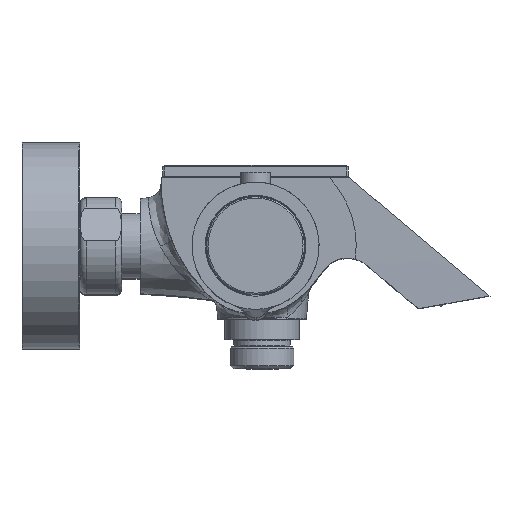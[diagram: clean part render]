
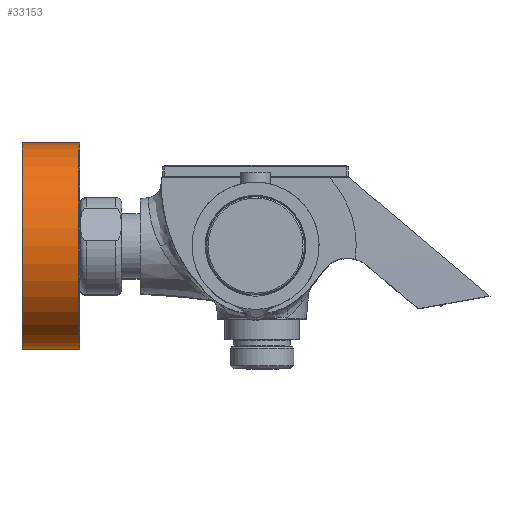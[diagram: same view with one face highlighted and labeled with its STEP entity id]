
A CAD part, top view. The second image highlights one B-rep face of the part: STEP entity #33153.
In plain terms, the highlighted cylindrical face has radius 33.25 mm (diameter 66.5 mm), a full revolution.
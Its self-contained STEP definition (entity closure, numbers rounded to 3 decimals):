
#1042 = AXIS2_PLACEMENT_3D ( 'NONE', #71174, #20690, #21391 ) ;
#7179 = EDGE_CURVE ( 'NONE', #21465, #21465, #64646, .T. ) ;
#7610 = DIRECTION ( 'NONE',  ( -1., 0., 0. ) ) ;
#12613 = EDGE_LOOP ( 'NONE', ( #29434 ) ) ;
#17288 = EDGE_CURVE ( 'NONE', #51410, #51410, #20559, .T. ) ;
#17942 = FACE_OUTER_BOUND ( 'NONE', #12613, .T. ) ;
#20559 = CIRCLE ( 'NONE', #34756, 33.25 ) ;
#20690 = DIRECTION ( 'NONE',  ( -1., 0., 0. ) ) ;
#21391 = DIRECTION ( 'NONE',  ( 0., 0., 1. ) ) ;
#21465 = VERTEX_POINT ( 'NONE', #55829 ) ;
#23450 = CYLINDRICAL_SURFACE ( 'NONE', #33599, 33.25 ) ;
#29434 = ORIENTED_EDGE ( 'NONE', *, *, #17288, .T. ) ;
#30107 = DIRECTION ( 'NONE',  ( 0., 0., 1. ) ) ;
#32873 = CARTESIAN_POINT ( 'NONE',  ( -75.363, 0., 74.5 ) ) ;
#33153 = ADVANCED_FACE ( 'NONE', ( #17942, #52302 ), #23450, .T. ) ;
#33599 = AXIS2_PLACEMENT_3D ( 'NONE', #63666, #7610, #30107 ) ;
#34756 = AXIS2_PLACEMENT_3D ( 'NONE', #32873, #43602, #64970 ) ;
#41037 = CARTESIAN_POINT ( 'NONE',  ( -75.363, 0., 107.75 ) ) ;
#43602 = DIRECTION ( 'NONE',  ( 1., 0., 0. ) ) ;
#51410 = VERTEX_POINT ( 'NONE', #41037 ) ;
#52302 = FACE_OUTER_BOUND ( 'NONE', #60220, .T. ) ;
#55829 = CARTESIAN_POINT ( 'NONE',  ( -56.763, 0., 107.75 ) ) ;
#60220 = EDGE_LOOP ( 'NONE', ( #72607 ) ) ;
#63666 = CARTESIAN_POINT ( 'NONE',  ( -55.833, 0., 74.5 ) ) ;
#64646 = CIRCLE ( 'NONE', #1042, 33.25 ) ;
#64970 = DIRECTION ( 'NONE',  ( 0., 0., 1. ) ) ;
#71174 = CARTESIAN_POINT ( 'NONE',  ( -56.763, 0., 74.5 ) ) ;
#72607 = ORIENTED_EDGE ( 'NONE', *, *, #7179, .T. ) ;
